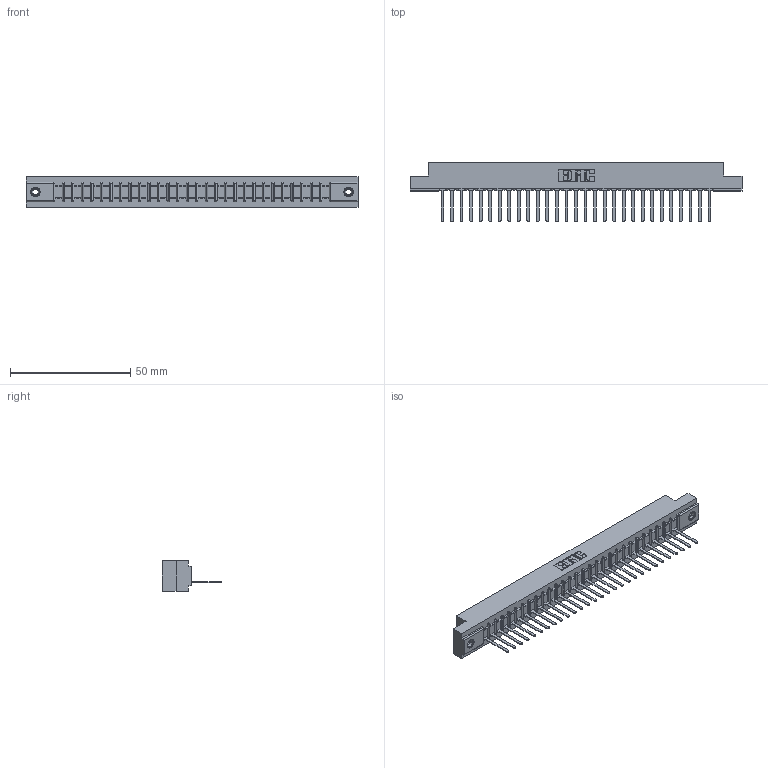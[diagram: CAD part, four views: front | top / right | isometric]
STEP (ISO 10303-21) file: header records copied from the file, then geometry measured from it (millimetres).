
FILE_DESCRIPTION (( 'STEP AP203' ), '1' );
FILE_NAME ('357-029-441-108.STEP', '2020-10-01T23:43:55', ( '' ), ( '' ), 'SwSTEP 2.0', 'SolidWorks 2020', '' );
FILE_SCHEMA (( 'CONFIG_CONTROL_DESIGN' ));
Length unit declared in the file: inch
Products named in the file (4): 307-290-002_541; 345-250-001_345-250-003-102; 307 Part_.156 Dia Mounting Holes; 357-029-441-108
Assembly tree (32 placements, depth 2):
  357-029-441-108
    307 Part_.156 Dia Mounting Holes
    307-290-002_541  x29
    345-250-001_345-250-003-102  x2
Bounding box: 137.92 x 24.59 x 12.7 mm (x, y, z)
Volume: 14737.8 mm3; surface area: 18792.4 mm2
Topology: 32 solids, 32 shells, 2354 faces, 7187 edges, 4702 vertices
Faces by surface type: plane 1407, cylinder 871, sphere 60, cone 12, torus 4
Entity records: 28367 total; most frequent: CARTESIAN_POINT 4763, ORIENTED_EDGE 4746, DIRECTION 4643, EDGE_CURVE 2373, VECTOR 1811, LINE 1811, VERTEX_POINT 1536, AXIS2_PLACEMENT_3D 1416
